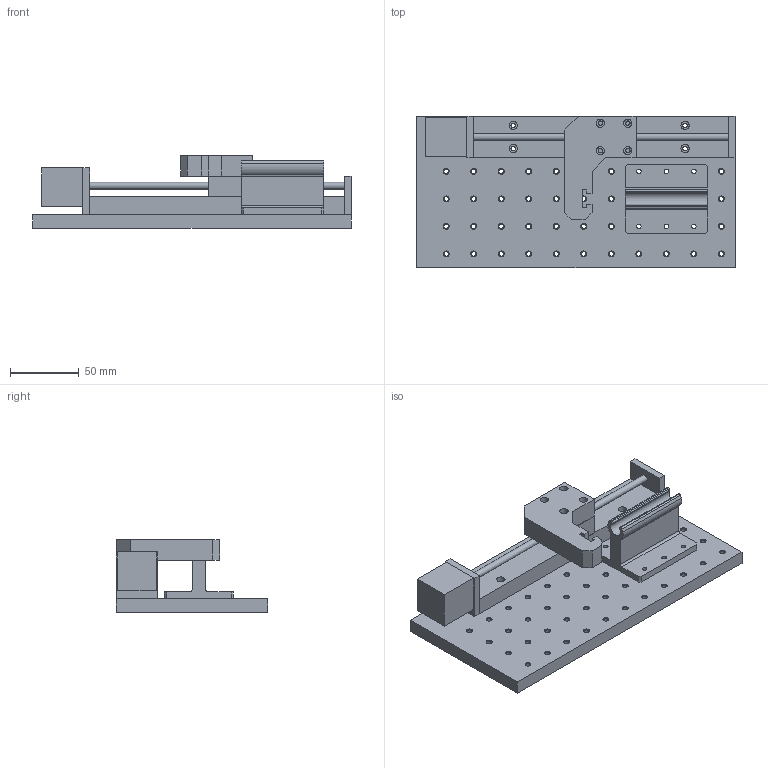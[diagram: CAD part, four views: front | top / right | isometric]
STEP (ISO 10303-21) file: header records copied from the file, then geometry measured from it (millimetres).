
FILE_DESCRIPTION(/* description */ ('STEP AP242','CAx-IF Rec.Pracs.---Representation and Presentation of Product Manufacturing Information (PMI)---4.0---2014-10-13','CAx-IF Rec.Pracs.---3D Tessellated Geometry---0.4---2014-09-14','2;1'),/* implementation_level */ '2;1');
FILE_NAME(/* name */ '6707bcbaa41a6a3ab1ca3627',/* time_stamp */ '2024-10-10T11:38:35Z',/* author */ (''),/* organization */ (''),/* preprocessor_version */ 'ST-DEVELOPER v20',/* originating_system */ ' ',/* authorisation */ ' ');
FILE_SCHEMA (('AP242_MANAGED_MODEL_BASED_3D_ENGINEERING_MIM_LF { 1 0 10303 442 1 1 4 }'));
Length unit declared in the file: millimetre
Products named in the file (9): Part 9; Part 8; Part 7; Part 6; Part 5; Part 4; Part 3; Part 2; Part 1
Bounding box: 231.29 x 110 x 53 mm (x, y, z)
Volume: 435656.3 mm3; surface area: 120754.3 mm2
Topology: 9 solids, 9 shells, 555 faces, 1391 edges, 914 vertices
Faces by surface type: plane 425, cylinder 86, cone 44
Full cylindrical faces by diameter (mm): 3 x4, 3.3 x62, 5 x1, 6 x8
Entity records: 16227 total; most frequent: CARTESIAN_POINT 2742, DIRECTION 2612, ORIENTED_EDGE 2536, EDGE_CURVE 1268, LINE 1052, VECTOR 1052, VERTEX_POINT 910, EDGE_LOOP 858
